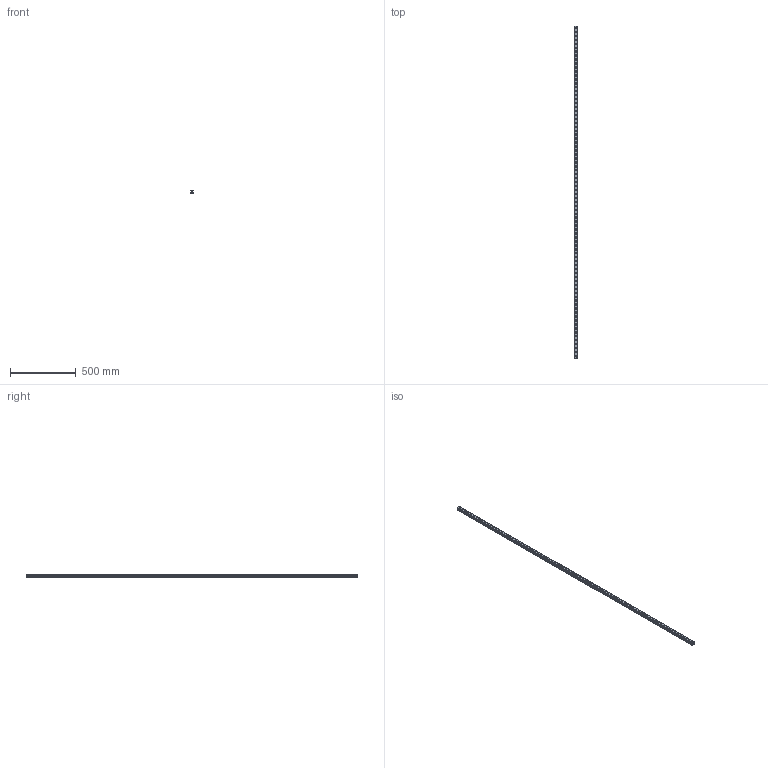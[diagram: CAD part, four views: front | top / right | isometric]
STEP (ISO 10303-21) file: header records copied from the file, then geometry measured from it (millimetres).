
FILE_DESCRIPTION(('STEP AP214'),'1');
FILE_NAME('cctmp_41BF7360-6D66-4771-B962-E81AF5F57E08_2021_03_10_17_55_19_0693..stp','2021-03-10T16:55:20',('HIWIN GmbH'),('CADClick - www.CADClick.com'),'Spatial InterOp 3D',' ','unknown authorization');
FILE_SCHEMA(('AUTOMOTIVE_DESIGN'));
Length unit declared in the file: millimetre
Products named in the file (1): RGR25R2520H_FILE
Bounding box: 23 x 2520 x 23.6 mm (x, y, z)
Volume: 1010565.7 mm3; surface area: 312853.1 mm2
Topology: 1 solids, 1 shells, 873 faces, 1845 edges, 1230 vertices
Faces by surface type: cylinder 522, plane 351
Entity records: 30931 total; most frequent: DIRECTION 4637, CARTESIAN_POINT 3949, ORIENTED_EDGE 3690, AXIS2_PLACEMENT_3D 1918, EDGE_CURVE 1845, VERTEX_POINT 1230, EDGE_LOOP 1129, CIRCLE 1044
